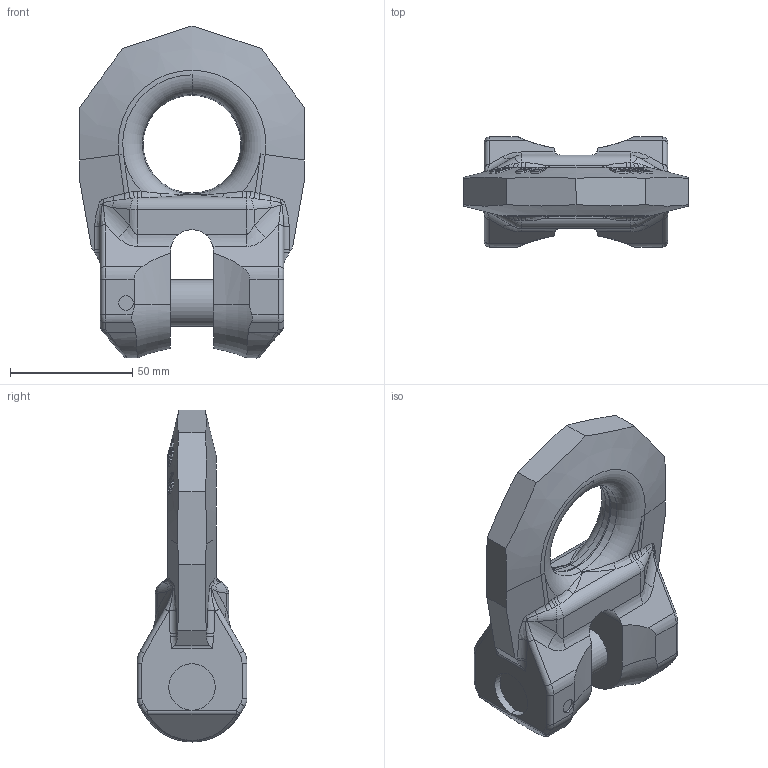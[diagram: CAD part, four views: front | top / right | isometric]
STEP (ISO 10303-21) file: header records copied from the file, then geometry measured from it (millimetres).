
FILE_DESCRIPTION((''),'2;1');
FILE_NAME('001-M31493-P-3','2014-08-21T',('Andreas.Wendler'),(''),'PRO/ENGINEER BY PARAMETRIC TECHNOLOGY CORPORATION, 2010140','PRO/ENGINEER BY PARAMETRIC TECHNOLOGY CORPORATION, 2010140','');
FILE_SCHEMA(('CONFIG_CONTROL_DESIGN'));
Length unit declared in the file: millimetre
Products named in the file (1): 001-M31493-P-3
Bounding box: 92 x 45 x 135.87 mm (x, y, z)
Volume: 204270.2 mm3; surface area: 31112 mm2
Topology: 1 solids, 1 shells, 451 faces, 1186 edges, 750 vertices
Faces by surface type: plane 267, cylinder 85, bspline 64, cone 17, torus 14, sphere 4
Entity records: 16761 total; most frequent: CARTESIAN_POINT 6938, ORIENTED_EDGE 2372, DIRECTION 1537, EDGE_CURVE 1186, VERTEX_POINT 750, B_SPLINE_CURVE_WITH_KNOTS 601, AXIS2_PLACEMENT_3D 565, EDGE_LOOP 468
